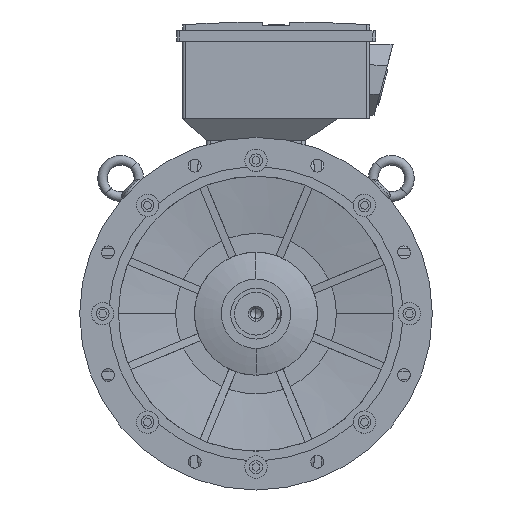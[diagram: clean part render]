
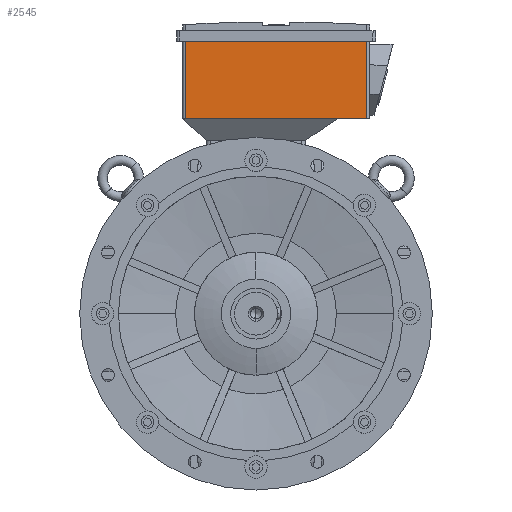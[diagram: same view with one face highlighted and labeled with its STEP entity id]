
A CAD part, left-side view. The second image highlights one B-rep face of the part: STEP entity #2545.
In plain terms, the highlighted planar face has unit normal (-1, 0, 0).
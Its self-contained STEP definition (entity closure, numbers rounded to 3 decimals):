
#2545=ADVANCED_FACE('',(#6141),#6142,.T.);
#6141=FACE_OUTER_BOUND('',#10780,.T.);
#6142=PLANE('',#10781);
#10780=EDGE_LOOP('',(#18388,#18389,#18390,#18391,#18392));
#10781=AXIS2_PLACEMENT_3D('',#18393,#18394,#18395);
#18388=ORIENTED_EDGE('',*,*,#30154,.T.);
#18389=ORIENTED_EDGE('',*,*,#30106,.T.);
#18390=ORIENTED_EDGE('',*,*,#30104,.T.);
#18391=ORIENTED_EDGE('',*,*,#30098,.T.);
#18392=ORIENTED_EDGE('',*,*,#30152,.F.);
#18393=CARTESIAN_POINT('',(5.0,-37.75,325.0));
#18394=DIRECTION('',(-1.0,0.0,0.0));
#18395=DIRECTION('',(0.0,-1.0,0.0));
#30098=EDGE_CURVE('',#36763,#36761,#36764,.T.);
#30104=EDGE_CURVE('',#36770,#36763,#36772,.T.);
#30106=EDGE_CURVE('',#36774,#36770,#36775,.T.);
#30152=EDGE_CURVE('',#36826,#36761,#36828,.T.);
#30154=EDGE_CURVE('',#36826,#36774,#36830,.T.);
#36761=VERTEX_POINT('',#47887);
#36763=VERTEX_POINT('',#47889);
#36764=LINE('',#47890,#47891);
#36770=VERTEX_POINT('',#47898);
#36772=LINE('',#47900,#47901);
#36774=VERTEX_POINT('',#47903);
#36775=LINE('',#47904,#47905);
#36826=VERTEX_POINT('',#47963);
#36828=LINE('',#47965,#47966);
#36830=LINE('',#47968,#47969);
#47887=CARTESIAN_POINT('',(5.0,132.25,510.0));
#47889=CARTESIAN_POINT('',(5.0,-207.75,510.0));
#47890=CARTESIAN_POINT('',(5.0,-37.75,510.0));
#47891=VECTOR('',#69713,1.0);
#47898=CARTESIAN_POINT('',(5.0,-207.75,365.0));
#47900=CARTESIAN_POINT('',(5.0,-207.75,325.0));
#47901=VECTOR('',#69724,1.0);
#47903=CARTESIAN_POINT('',(5.0,-152.75,365.0));
#47904=CARTESIAN_POINT('',(5.0,49.75,365.0));
#47905=VECTOR('',#69725,1.0);
#47963=CARTESIAN_POINT('',(5.0,132.25,365.0));
#47965=CARTESIAN_POINT('',(5.0,132.25,325.0));
#47966=VECTOR('',#69799,1.0);
#47968=CARTESIAN_POINT('',(5.0,49.75,365.0));
#47969=VECTOR('',#69800,1.0);
#69713=DIRECTION('',(0.0,1.0,-0.0));
#69724=DIRECTION('',(0.0,0.0,1.0));
#69725=DIRECTION('',(0.0,-1.0,0.0));
#69799=DIRECTION('',(0.0,0.0,1.0));
#69800=DIRECTION('',(0.0,-1.0,0.0));
